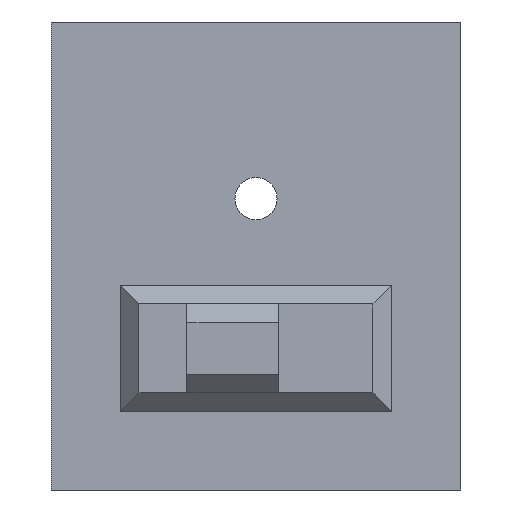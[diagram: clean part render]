
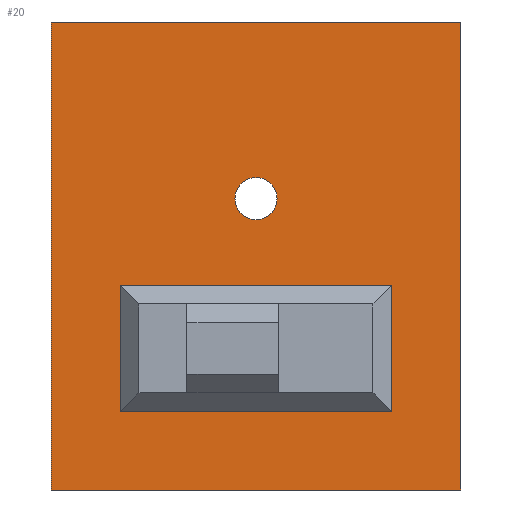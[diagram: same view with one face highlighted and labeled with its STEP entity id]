
A CAD part, front view. The second image highlights one B-rep face of the part: STEP entity #20.
In plain terms, the highlighted face is planar.
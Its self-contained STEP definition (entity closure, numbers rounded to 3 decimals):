
#4 = VERTEX_POINT ( 'NONE', #780 ) ;
#13 = CARTESIAN_POINT ( 'NONE',  ( 11.6, 22.5, 0. ) ) ;
#17 = ORIENTED_EDGE ( 'NONE', *, *, #579, .F. ) ;
#20 = ADVANCED_FACE ( 'NONE', ( #716, #533, #170 ), #344, .T. ) ;
#42 = DIRECTION ( 'NONE',  ( 0., 1., 0. ) ) ;
#44 = VECTOR ( 'NONE', #720, 1000. ) ;
#51 = EDGE_LOOP ( 'NONE', ( #732, #17, #288, #530 ) ) ;
#53 = DIRECTION ( 'NONE',  ( 0., -1., 0. ) ) ;
#56 = AXIS2_PLACEMENT_3D ( 'NONE', #683, #573, #79 ) ;
#62 = VERTEX_POINT ( 'NONE', #430 ) ;
#64 = DIRECTION ( 'NONE',  ( 0., -1., 0. ) ) ;
#66 = CARTESIAN_POINT ( 'NONE',  ( 17.5, 40., 0. ) ) ;
#70 = LINE ( 'NONE', #66, #499 ) ;
#74 = EDGE_CURVE ( 'NONE', #133, #525, #255, .T. ) ;
#79 = DIRECTION ( 'NONE',  ( 0., -1., 0. ) ) ;
#81 = ORIENTED_EDGE ( 'NONE', *, *, #445, .T. ) ;
#87 = CIRCLE ( 'NONE', #204, 1.8 ) ;
#112 = DIRECTION ( 'NONE',  ( -1., 0., 0. ) ) ;
#114 = EDGE_CURVE ( 'NONE', #357, #361, #315, .T. ) ;
#117 = ORIENTED_EDGE ( 'NONE', *, *, #640, .T. ) ;
#133 = VERTEX_POINT ( 'NONE', #156 ) ;
#138 = EDGE_CURVE ( 'NONE', #444, #62, #489, .T. ) ;
#156 = CARTESIAN_POINT ( 'NONE',  ( -11.6, 22.5, 0. ) ) ;
#157 = CARTESIAN_POINT ( 'NONE',  ( 0., 33.3, 0. ) ) ;
#166 = LINE ( 'NONE', #172, #262 ) ;
#167 = VERTEX_POINT ( 'NONE', #503 ) ;
#170 = FACE_OUTER_BOUND ( 'NONE', #51, .T. ) ;
#172 = CARTESIAN_POINT ( 'NONE',  ( 0., 22.5, 0. ) ) ;
#204 = AXIS2_PLACEMENT_3D ( 'NONE', #540, #551, #484 ) ;
#226 = ORIENTED_EDGE ( 'NONE', *, *, #721, .T. ) ;
#240 = ORIENTED_EDGE ( 'NONE', *, *, #138, .T. ) ;
#251 = DIRECTION ( 'NONE',  ( 0., 1., 0. ) ) ;
#255 = LINE ( 'NONE', #313, #714 ) ;
#259 = CARTESIAN_POINT ( 'NONE',  ( -17.5, 40., 0. ) ) ;
#262 = VECTOR ( 'NONE', #287, 1000. ) ;
#270 = LINE ( 'NONE', #157, #667 ) ;
#282 = CARTESIAN_POINT ( 'NONE',  ( -17.5, 0., 0. ) ) ;
#287 = DIRECTION ( 'NONE',  ( -1., 0., 0. ) ) ;
#288 = ORIENTED_EDGE ( 'NONE', *, *, #114, .F. ) ;
#300 = EDGE_CURVE ( 'NONE', #167, #409, #425, .T. ) ;
#307 = DIRECTION ( 'NONE',  ( 1., 0., 0. ) ) ;
#313 = CARTESIAN_POINT ( 'NONE',  ( -11.6, 0., 0. ) ) ;
#315 = LINE ( 'NONE', #554, #44 ) ;
#320 = CARTESIAN_POINT ( 'NONE',  ( -17.5, 0., 0. ) ) ;
#331 = CARTESIAN_POINT ( 'NONE',  ( 0., 13.3, 0. ) ) ;
#344 = PLANE ( 'NONE',  #572 ) ;
#352 = VECTOR ( 'NONE', #64, 1000. ) ;
#357 = VERTEX_POINT ( 'NONE', #320 ) ;
#361 = VERTEX_POINT ( 'NONE', #259 ) ;
#392 = CARTESIAN_POINT ( 'NONE',  ( 17.5, 0., 0. ) ) ;
#397 = DIRECTION ( 'NONE',  ( 1., 0., 0. ) ) ;
#409 = VERTEX_POINT ( 'NONE', #392 ) ;
#425 = LINE ( 'NONE', #606, #352 ) ;
#430 = CARTESIAN_POINT ( 'NONE',  ( 0., 16.9, 0. ) ) ;
#444 = VERTEX_POINT ( 'NONE', #331 ) ;
#445 = EDGE_CURVE ( 'NONE', #525, #4, #270, .T. ) ;
#455 = EDGE_CURVE ( 'NONE', #645, #133, #166, .T. ) ;
#471 = EDGE_LOOP ( 'NONE', ( #240, #117 ) ) ;
#484 = DIRECTION ( 'NONE',  ( 0., -1., 0. ) ) ;
#489 = CIRCLE ( 'NONE', #56, 1.8 ) ;
#497 = EDGE_CURVE ( 'NONE', #409, #357, #775, .T. ) ;
#499 = VECTOR ( 'NONE', #307, 1000. ) ;
#503 = CARTESIAN_POINT ( 'NONE',  ( 17.5, 40., 0. ) ) ;
#512 = VECTOR ( 'NONE', #112, 1000. ) ;
#525 = VERTEX_POINT ( 'NONE', #655 ) ;
#526 = VECTOR ( 'NONE', #53, 1000. ) ;
#530 = ORIENTED_EDGE ( 'NONE', *, *, #497, .F. ) ;
#533 = FACE_BOUND ( 'NONE', #471, .T. ) ;
#536 = CARTESIAN_POINT ( 'NONE',  ( 0., 0., 0. ) ) ;
#540 = CARTESIAN_POINT ( 'NONE',  ( 0., 15.1, 0. ) ) ;
#551 = DIRECTION ( 'NONE',  ( 0., 0., -1. ) ) ;
#554 = CARTESIAN_POINT ( 'NONE',  ( -17.5, 40., 0. ) ) ;
#572 = AXIS2_PLACEMENT_3D ( 'NONE', #536, #784, #42 ) ;
#573 = DIRECTION ( 'NONE',  ( 0., 0., -1. ) ) ;
#579 = EDGE_CURVE ( 'NONE', #361, #167, #70, .T. ) ;
#594 = LINE ( 'NONE', #783, #526 ) ;
#606 = CARTESIAN_POINT ( 'NONE',  ( 17.5, 0., 0. ) ) ;
#640 = EDGE_CURVE ( 'NONE', #62, #444, #87, .T. ) ;
#645 = VERTEX_POINT ( 'NONE', #13 ) ;
#655 = CARTESIAN_POINT ( 'NONE',  ( -11.6, 33.3, 0. ) ) ;
#667 = VECTOR ( 'NONE', #397, 1000. ) ;
#677 = ORIENTED_EDGE ( 'NONE', *, *, #455, .T. ) ;
#683 = CARTESIAN_POINT ( 'NONE',  ( 0., 15.1, 0. ) ) ;
#701 = EDGE_LOOP ( 'NONE', ( #81, #226, #677, #762 ) ) ;
#714 = VECTOR ( 'NONE', #251, 1000. ) ;
#716 = FACE_BOUND ( 'NONE', #701, .T. ) ;
#720 = DIRECTION ( 'NONE',  ( 0., 1., 0. ) ) ;
#721 = EDGE_CURVE ( 'NONE', #4, #645, #594, .T. ) ;
#732 = ORIENTED_EDGE ( 'NONE', *, *, #300, .F. ) ;
#762 = ORIENTED_EDGE ( 'NONE', *, *, #74, .T. ) ;
#775 = LINE ( 'NONE', #282, #512 ) ;
#780 = CARTESIAN_POINT ( 'NONE',  ( 11.6, 33.3, 0. ) ) ;
#783 = CARTESIAN_POINT ( 'NONE',  ( 11.6, 0., 0. ) ) ;
#784 = DIRECTION ( 'NONE',  ( 0., 0., 1. ) ) ;
